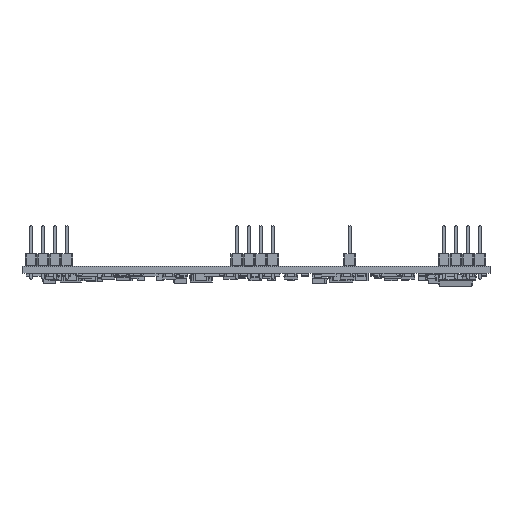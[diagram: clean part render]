
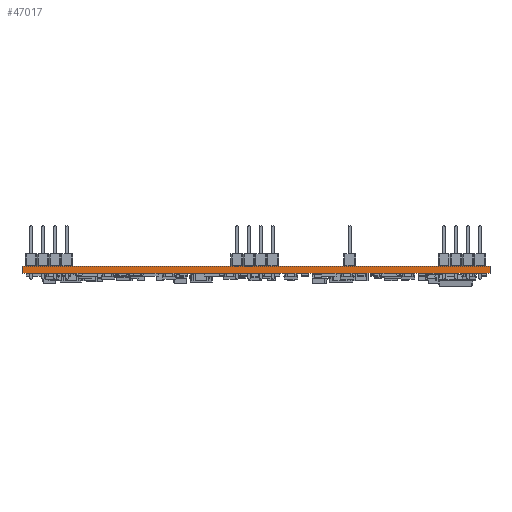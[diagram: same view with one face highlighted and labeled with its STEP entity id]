
A CAD part, front view. The second image highlights one B-rep face of the part: STEP entity #47017.
In plain terms, the highlighted planar face has unit normal (0, -1, 0).
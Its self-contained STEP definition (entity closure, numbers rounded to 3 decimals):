
#47017 = ADVANCED_FACE('',(#47018),#47052,.T.);
#47018 = FACE_BOUND('',#47019,.T.);
#47019 = EDGE_LOOP('',(#47020,#47030,#47038,#47046));
#47020 = ORIENTED_EDGE('',*,*,#47021,.T.);
#47021 = EDGE_CURVE('',#47022,#47024,#47026,.T.);
#47022 = VERTEX_POINT('',#47023);
#47023 = CARTESIAN_POINT('',(150.,-150.,0.));
#47024 = VERTEX_POINT('',#47025);
#47025 = CARTESIAN_POINT('',(150.,-150.,1.51));
#47026 = LINE('',#47027,#47028);
#47027 = CARTESIAN_POINT('',(150.,-150.,0.));
#47028 = VECTOR('',#47029,1.);
#47029 = DIRECTION('',(0.,0.,1.));
#47030 = ORIENTED_EDGE('',*,*,#47031,.T.);
#47031 = EDGE_CURVE('',#47024,#47032,#47034,.T.);
#47032 = VERTEX_POINT('',#47033);
#47033 = CARTESIAN_POINT('',(50.,-150.,1.51));
#47034 = LINE('',#47035,#47036);
#47035 = CARTESIAN_POINT('',(150.,-150.,1.51));
#47036 = VECTOR('',#47037,1.);
#47037 = DIRECTION('',(-1.,0.,0.));
#47038 = ORIENTED_EDGE('',*,*,#47039,.F.);
#47039 = EDGE_CURVE('',#47040,#47032,#47042,.T.);
#47040 = VERTEX_POINT('',#47041);
#47041 = CARTESIAN_POINT('',(50.,-150.,0.));
#47042 = LINE('',#47043,#47044);
#47043 = CARTESIAN_POINT('',(50.,-150.,0.));
#47044 = VECTOR('',#47045,1.);
#47045 = DIRECTION('',(0.,0.,1.));
#47046 = ORIENTED_EDGE('',*,*,#47047,.F.);
#47047 = EDGE_CURVE('',#47022,#47040,#47048,.T.);
#47048 = LINE('',#47049,#47050);
#47049 = CARTESIAN_POINT('',(150.,-150.,0.));
#47050 = VECTOR('',#47051,1.);
#47051 = DIRECTION('',(-1.,0.,0.));
#47052 = PLANE('',#47053);
#47053 = AXIS2_PLACEMENT_3D('',#47054,#47055,#47056);
#47054 = CARTESIAN_POINT('',(150.,-150.,0.));
#47055 = DIRECTION('',(0.,-1.,0.));
#47056 = DIRECTION('',(-1.,0.,0.));
